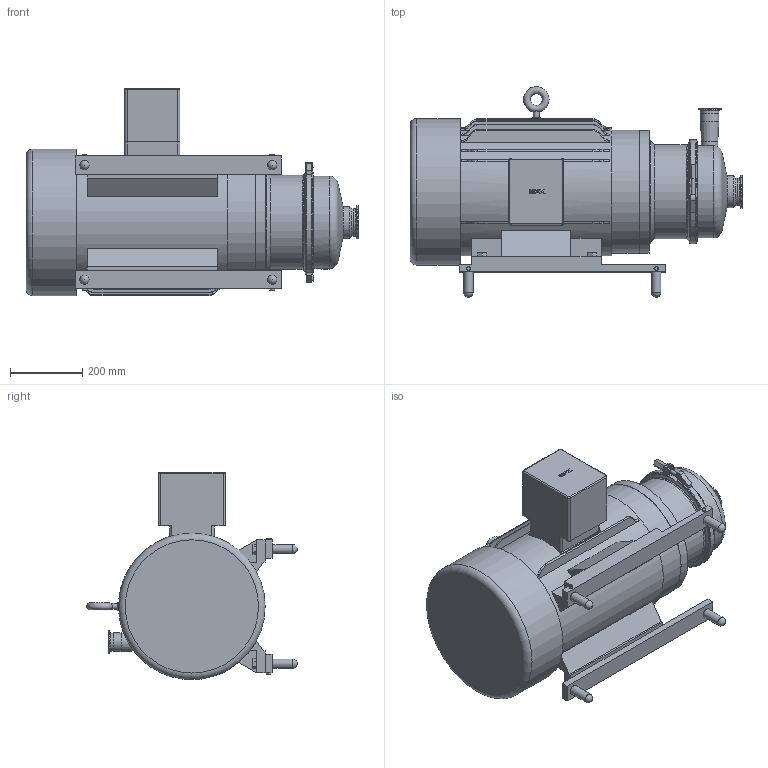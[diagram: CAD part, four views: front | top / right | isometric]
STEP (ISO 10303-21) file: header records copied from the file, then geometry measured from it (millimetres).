
FILE_DESCRIPTION(/* description */ (''),/* implementation_level */ '2;1');
FILE_NAME(/* name */ 'W+_W+55-60_326TSC_3.0x2.0_S-Line_50HP_SM.stp',/* time_stamp */ '2020-11-04T16:17:54+06:00',/* author */ ('KRXREM'),/* organization */ (''),/* preprocessor_version */ 'ST-DEVELOPER v17',/* originating_system */ 'Autodesk Inventor 2018',/* authorisation */ '');
FILE_SCHEMA (('AUTOMOTIVE_DESIGN { 1 0 10303 214 3 1 1 }'));
Length unit declared in the file: inch
Products named in the file (1): W+_W+55-60_326TSC_3.0x2.0_S-Line_50HP_SM
Bounding box: 920.46 x 583.4 x 574.8 mm (x, y, z)
Volume: 91650940.1 mm3; surface area: 2212165.7 mm2
Topology: 1 solids, 1 shells, 646 faces, 1740 edges, 1132 vertices
Faces by surface type: plane 290, cone 141, torus 92, cylinder 90, bspline 29, sphere 4
Full cylindrical faces by diameter (mm): 6.35 x4, 10 x1, 16.185 x1, 22.411 x1, 25.4 x4, 25.451 x4, 35 x4, 45.6 x1, 47.498 x1, 50.927 x1, 51.6 x1, 63.881 x1, 71.984 x1, 76.1 x1, 76.327 x1, 88.1 x1, 90.907 x1, 256 x1, 261 x1, 265 x1, 266.7 x1, 280 x1, 284 x1, 340 x1, 340.36 x1, 355.6 x1, 406.4 x1
Entity records: 22678 total; most frequent: CARTESIAN_POINT 6640, ORIENTED_EDGE 3472, DIRECTION 3040, EDGE_CURVE 1736, AXIS2_PLACEMENT_3D 1164, VERTEX_POINT 1132, EDGE_LOOP 713, LINE 712
